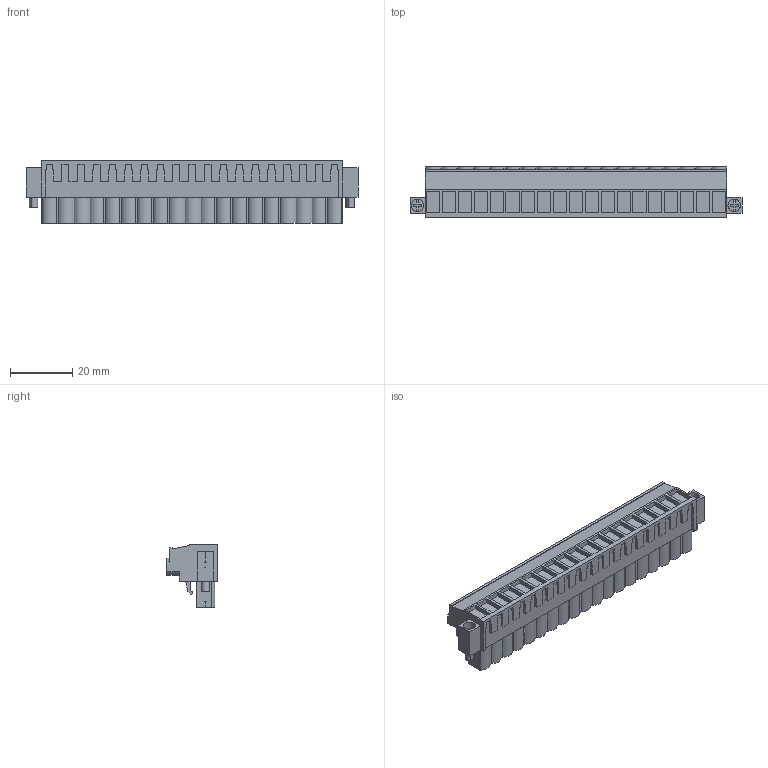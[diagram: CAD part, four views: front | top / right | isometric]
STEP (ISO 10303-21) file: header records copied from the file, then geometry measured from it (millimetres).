
FILE_DESCRIPTION(('CATIA V5 STEP','CAx-IF Rec.Pracs.--- Model Styling and Organization---1.2---2011-12-15'),'2;1');
FILE_NAME ('D1459928_0_1944260000_1944260000.stp','2017-05-22T09:59:05+00:00',('none'),('Weidmueller'),'CATIA Version 5-6 Release 2014','CATIA V5 STEP AP214','none');
FILE_SCHEMA(('AUTOMOTIVE_DESIGN { 1 0 10303 214 1 1 1 1 }'));
Length unit declared in the file: millimetre
Products named in the file (1): 1944260000
Bounding box: 106.32 x 16.1 x 20.05 mm (x, y, z)
Volume: 18353.2 mm3; surface area: 11897.6 mm2
Topology: 22 solids, 22 shells, 1316 faces, 3711 edges, 2520 vertices
Faces by surface type: plane 1121, cylinder 195
Entity records: 38895 total; most frequent: ORIENTED_EDGE 7422, CARTESIAN_POINT 6964, DIRECTION 5175, EDGE_CURVE 3711, VECTOR 3237, LINE 3237, VERTEX_POINT 2520, EDGE_LOOP 1401
